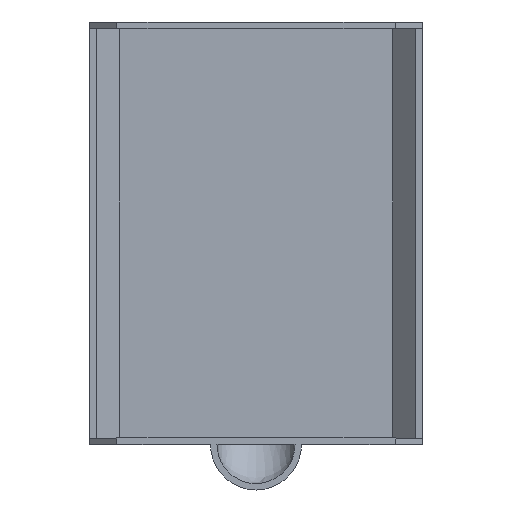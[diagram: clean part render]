
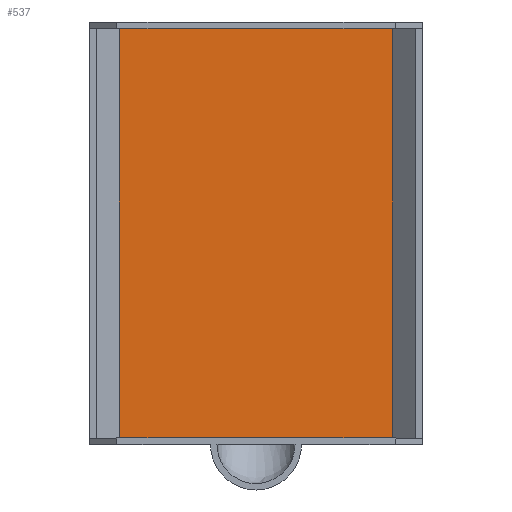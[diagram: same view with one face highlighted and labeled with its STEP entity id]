
A CAD part, top view. The second image highlights one B-rep face of the part: STEP entity #537.
In plain terms, the highlighted planar face has unit normal (0, 0, 1).
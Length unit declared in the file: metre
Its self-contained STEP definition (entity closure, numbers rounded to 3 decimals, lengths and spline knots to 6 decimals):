
#24=LINE('',#951,#92);
#60=LINE('',#1022,#128);
#76=LINE('',#1054,#144);
#79=LINE('',#1060,#147);
#92=VECTOR('',#609,1.);
#128=VECTOR('',#663,1.);
#144=VECTOR('',#693,1.);
#147=VECTOR('',#702,1.);
#170=PLANE('',#578);
#319=ORIENTED_EDGE('',*,*,#397,.T.);
#320=ORIENTED_EDGE('',*,*,#378,.T.);
#321=ORIENTED_EDGE('',*,*,#394,.T.);
#322=ORIENTED_EDGE('',*,*,#342,.F.);
#342=EDGE_CURVE('',#414,#415,#24,.T.);
#378=EDGE_CURVE('',#441,#440,#60,.T.);
#394=EDGE_CURVE('',#440,#415,#76,.T.);
#397=EDGE_CURVE('',#414,#441,#79,.T.);
#414=VERTEX_POINT('',#950);
#415=VERTEX_POINT('',#952);
#440=VERTEX_POINT('',#1021);
#441=VERTEX_POINT('',#1023);
#481=EDGE_LOOP('',(#319,#320,#321,#322));
#508=FACE_BOUND('',#481,.T.);
#537=ADVANCED_FACE('',(#508),#170,.F.);
#578=AXIS2_PLACEMENT_3D('',#1061,#703,#704);
#609=DIRECTION('',(-1.,0.,0.));
#663=DIRECTION('',(-1.,0.,0.));
#693=DIRECTION('',(0.,-1.,0.));
#702=DIRECTION('',(0.,1.,0.));
#703=DIRECTION('',(0.,0.,-1.));
#704=DIRECTION('',(0.,1.,0.));
#950=CARTESIAN_POINT('',(0.084,0.,0.002001));
#951=CARTESIAN_POINT('',(0.093198,0.,0.002001));
#952=CARTESIAN_POINT('',(0.,0.,0.002001));
#1021=CARTESIAN_POINT('',(0.,0.126,0.002001));
#1022=CARTESIAN_POINT('',(0.093198,0.126,0.002001));
#1023=CARTESIAN_POINT('',(0.084,0.126,0.002001));
#1054=CARTESIAN_POINT('',(0.,0.21,0.002001));
#1060=CARTESIAN_POINT('',(0.084,0.168,0.002001));
#1061=CARTESIAN_POINT('',(0.093198,0.21,0.002001));
